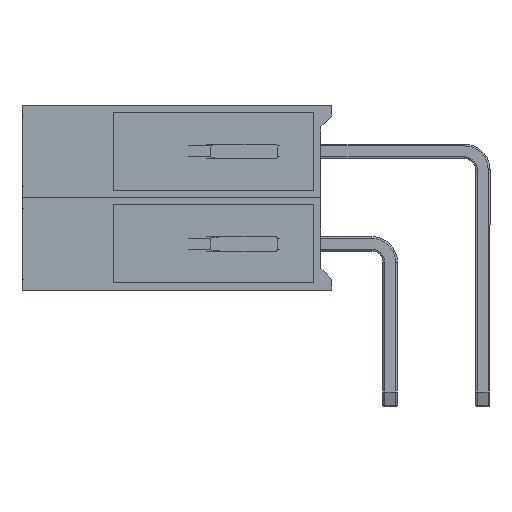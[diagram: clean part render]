
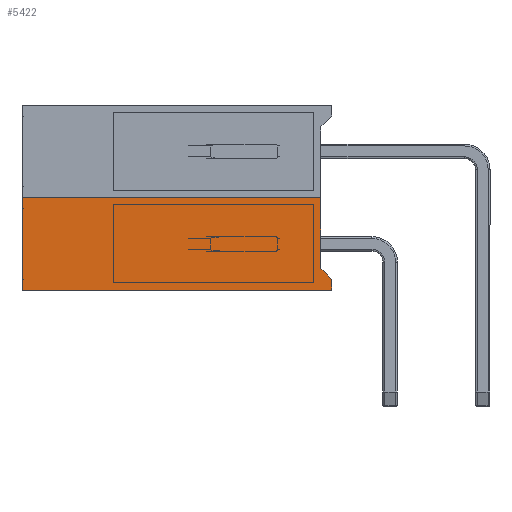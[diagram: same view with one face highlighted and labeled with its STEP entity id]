
A CAD part, left-side view. The second image highlights one B-rep face of the part: STEP entity #5422.
In plain terms, the highlighted planar face has unit normal (-1, 0, 0).
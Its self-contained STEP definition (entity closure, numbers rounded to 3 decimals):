
#387=PLANE('',#6001);
#638=FACE_OUTER_BOUND('',#965,.T.);
#965=EDGE_LOOP('',(#4143,#4144,#4145,#4146,#4147,#4148));
#1327=LINE('',#9073,#1711);
#1331=LINE('',#9080,#1715);
#1342=LINE('',#9104,#1726);
#1345=LINE('',#9110,#1729);
#1346=LINE('',#9112,#1730);
#1347=LINE('',#9113,#1731);
#1711=VECTOR('',#7274,10.);
#1715=VECTOR('',#7280,10.);
#1726=VECTOR('',#7303,10.);
#1729=VECTOR('',#7308,10.);
#1730=VECTOR('',#7309,10.);
#1731=VECTOR('',#7310,10.);
#2415=VERTEX_POINT('',#9070);
#2416=VERTEX_POINT('',#9072);
#2418=VERTEX_POINT('',#9078);
#2425=VERTEX_POINT('',#9103);
#2427=VERTEX_POINT('',#9109);
#2428=VERTEX_POINT('',#9111);
#2999=EDGE_CURVE('',#2415,#2416,#1327,.T.);
#3003=EDGE_CURVE('',#2415,#2418,#1331,.T.);
#3016=EDGE_CURVE('',#2425,#2416,#1342,.T.);
#3019=EDGE_CURVE('',#2418,#2427,#1345,.T.);
#3020=EDGE_CURVE('',#2428,#2427,#1346,.T.);
#3021=EDGE_CURVE('',#2425,#2428,#1347,.T.);
#4143=ORIENTED_EDGE('',*,*,#3003,.T.);
#4144=ORIENTED_EDGE('',*,*,#3019,.T.);
#4145=ORIENTED_EDGE('',*,*,#3020,.F.);
#4146=ORIENTED_EDGE('',*,*,#3021,.F.);
#4147=ORIENTED_EDGE('',*,*,#3016,.T.);
#4148=ORIENTED_EDGE('',*,*,#2999,.F.);
#5422=ADVANCED_FACE('',(#638),#387,.T.);
#6001=AXIS2_PLACEMENT_3D('',#9108,#7306,#7307);
#7274=DIRECTION('',(0.,-0.707,-0.707));
#7280=DIRECTION('',(0.,0.,1.));
#7303=DIRECTION('',(0.,0.,1.));
#7306=DIRECTION('center_axis',(-1.,0.,0.));
#7307=DIRECTION('ref_axis',(0.,0.,
1.));
#7308=DIRECTION('',(0.,1.,0.));
#7309=DIRECTION('',(0.,0.,1.));
#7310=DIRECTION('',(0.,1.,0.));
#9070=CARTESIAN_POINT('',(-1.27,1.9,0.6));
#9072=CARTESIAN_POINT('',(-1.27,1.6,0.3));
#9073=CARTESIAN_POINT('',(-1.27,1.6,0.3));
#9078=CARTESIAN_POINT('',(-1.27,1.9,2.54));
#9080=CARTESIAN_POINT('',(-1.27,1.9,0.635));
#9103=CARTESIAN_POINT('',(-1.27,1.6,0.));
#9104=CARTESIAN_POINT('',(-1.27,1.6,0.));
#9108=CARTESIAN_POINT('Origin',(-1.27,1.6,0.));
#9109=CARTESIAN_POINT('',(-1.27,10.1,2.54));
#9110=CARTESIAN_POINT('',(-1.27,1.6,2.54));
#9111=CARTESIAN_POINT('',(-1.27,10.1,0.));
#9112=CARTESIAN_POINT('',(-1.27,10.1,0.));
#9113=CARTESIAN_POINT('',(-1.27,1.6,0.));
